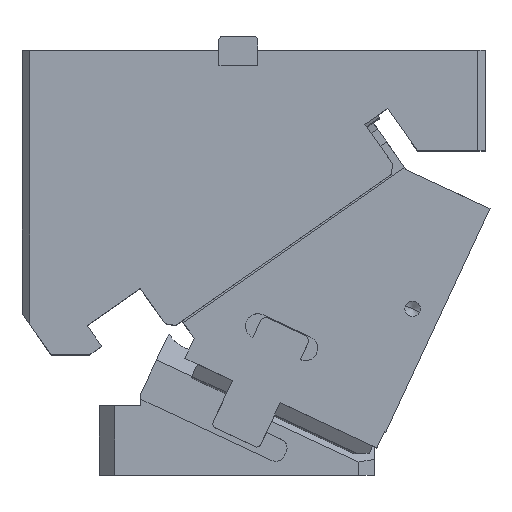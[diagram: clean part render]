
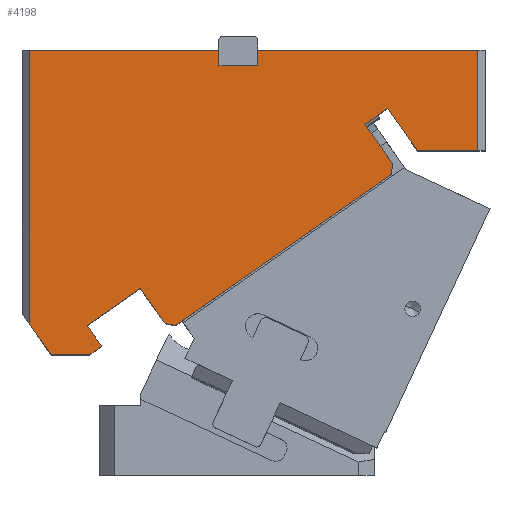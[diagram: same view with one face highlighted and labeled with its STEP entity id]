
A CAD part, top view. The second image highlights one B-rep face of the part: STEP entity #4198.
In plain terms, the highlighted planar face has unit normal (0, 0, 1).
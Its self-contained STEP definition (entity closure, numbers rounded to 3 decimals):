
#77=CARTESIAN_POINT('Vertex',(-39.939,106.346,55.)) ;
#80=CARTESIAN_POINT('Line Origine',(-40.54,102.934,55.)) ;
#84=CARTESIAN_POINT('Vertex',(-41.142,99.522,55.)) ;
#87=CARTESIAN_POINT('Line Origine',(-41.154,99.452,55.)) ;
#91=CARTESIAN_POINT('Vertex',(-41.166,99.383,55.)) ;
#117=CARTESIAN_POINT('Vertex',(-180.422,1.875,55.)) ;
#134=CARTESIAN_POINT('Line Origine',(-110.794,50.629,55.)) ;
#160=CARTESIAN_POINT('Line Origine',(-180.492,1.887,55.)) ;
#164=CARTESIAN_POINT('Vertex',(-180.562,1.899,55.)) ;
#167=CARTESIAN_POINT('Line Origine',(-183.974,2.501,55.)) ;
#171=CARTESIAN_POINT('Vertex',(-187.386,3.103,55.)) ;
#380=CARTESIAN_POINT('Vertex',(-127.5,180.,55.)) ;
#383=CARTESIAN_POINT('Line Origine',(-56.25,180.,55.)) ;
#387=CARTESIAN_POINT('Vertex',(15.,180.,55.)) ;
#608=CARTESIAN_POINT('Line Origine',(-50.634,137.312,55.)) ;
#612=CARTESIAN_POINT('Vertex',(-58.006,132.15,55.)) ;
#614=CARTESIAN_POINT('Vertex',(-43.261,142.474,55.)) ;
#712=CARTESIAN_POINT('Line Origine',(-33.643,128.737,55.)) ;
#716=CARTESIAN_POINT('Vertex',(-24.024,115.,55.)) ;
#756=CARTESIAN_POINT('Vertex',(15.,115.,55.)) ;
#759=CARTESIAN_POINT('Line Origine',(-4.512,115.,55.)) ;
#996=CARTESIAN_POINT('Vertex',(-275.,180.,55.)) ;
#999=CARTESIAN_POINT('Line Origine',(-213.75,180.,55.)) ;
#1003=CARTESIAN_POINT('Vertex',(-152.5,180.,55.)) ;
#1241=CARTESIAN_POINT('Vertex',(-261.206,-17.,55.)) ;
#1244=CARTESIAN_POINT('Line Origine',(-268.103,-7.15,55.)) ;
#1248=CARTESIAN_POINT('Vertex',(-275.,2.7,55.)) ;
#1413=CARTESIAN_POINT('Vertex',(-236.145,-17.,55.)) ;
#1416=CARTESIAN_POINT('Line Origine',(-248.675,-17.,55.)) ;
#1564=CARTESIAN_POINT('Vertex',(-237.844,1.939,55.)) ;
#1567=CARTESIAN_POINT('Line Origine',(-233.115,-4.814,55.)) ;
#1571=CARTESIAN_POINT('Vertex',(-228.386,-11.567,55.)) ;
#1619=CARTESIAN_POINT('Line Origine',(15.,147.5,55.)) ;
#1642=CARTESIAN_POINT('Vertex',(-127.5,170.,55.)) ;
#1645=CARTESIAN_POINT('Line Origine',(-127.5,175.,55.)) ;
#2252=CARTESIAN_POINT('Line Origine',(-152.5,175.,55.)) ;
#2256=CARTESIAN_POINT('Vertex',(-152.5,170.,55.)) ;
#2281=CARTESIAN_POINT('Line Origine',(-275.,91.35,55.)) ;
#2578=CARTESIAN_POINT('Line Origine',(-232.266,-14.284,55.)) ;
#3017=CARTESIAN_POINT('Line Origine',(-140.,170.,55.)) ;
#4152=CARTESIAN_POINT('Axis2P3D Location',(20.,180.,55.)) ;
#4157=CARTESIAN_POINT('Line Origine',(-195.413,14.566,55.)) ;
#4161=CARTESIAN_POINT('Vertex',(-203.439,26.029,55.)) ;
#4164=CARTESIAN_POINT('Line Origine',(-48.972,119.248,55.)) ;
#4169=CARTESIAN_POINT('Line Origine',(-220.642,13.984,55.)) ;
#81=DIRECTION('Vector Direction',(0.174,0.985,0.)) ;
#88=DIRECTION('Vector Direction',(-0.174,-0.985,0.)) ;
#135=DIRECTION('Vector Direction',(0.819,0.574,0.)) ;
#161=DIRECTION('Vector Direction',(-0.985,0.174,0.)) ;
#168=DIRECTION('Vector Direction',(0.985,-0.174,0.)) ;
#384=DIRECTION('Vector Direction',(-1.,0.,0.)) ;
#609=DIRECTION('Vector Direction',(0.819,0.574,0.)) ;
#713=DIRECTION('Vector Direction',(0.574,-0.819,0.)) ;
#760=DIRECTION('Vector Direction',(1.,0.,0.)) ;
#1000=DIRECTION('Vector Direction',(-1.,0.,0.)) ;
#1245=DIRECTION('Vector Direction',(0.574,-0.819,0.)) ;
#1417=DIRECTION('Vector Direction',(1.,0.,0.)) ;
#1568=DIRECTION('Vector Direction',(-0.574,0.819,0.)) ;
#1620=DIRECTION('Vector Direction',(0.,1.,0.)) ;
#1646=DIRECTION('Vector Direction',(0.,1.,0.)) ;
#2253=DIRECTION('Vector Direction',(0.,1.,0.)) ;
#2282=DIRECTION('Vector Direction',(0.,-1.,0.)) ;
#2579=DIRECTION('Vector Direction',(-0.819,-0.574,0.)) ;
#3018=DIRECTION('Vector Direction',(1.,0.,0.)) ;
#4153=DIRECTION('Axis2P3D Direction',(0.,0.,1.)) ;
#4154=DIRECTION('Axis2P3D XDirection',(1.,0.,0.)) ;
#4158=DIRECTION('Vector Direction',(-0.574,0.819,0.)) ;
#4165=DIRECTION('Vector Direction',(-0.574,0.819,0.)) ;
#4170=DIRECTION('Vector Direction',(-0.819,-0.574,0.)) ;
#4155=AXIS2_PLACEMENT_3D('Plane Axis2P3D',#4152,#4153,#4154) ;
#4175=ORIENTED_EDGE('',*,*,#4163,.F.) ;
#4176=ORIENTED_EDGE('',*,*,#173,.T.) ;
#4177=ORIENTED_EDGE('',*,*,#166,.F.) ;
#4178=ORIENTED_EDGE('',*,*,#138,.T.) ;
#4179=ORIENTED_EDGE('',*,*,#93,.F.) ;
#4180=ORIENTED_EDGE('',*,*,#86,.T.) ;
#4181=ORIENTED_EDGE('',*,*,#4168,.T.) ;
#4182=ORIENTED_EDGE('',*,*,#616,.T.) ;
#4183=ORIENTED_EDGE('',*,*,#718,.T.) ;
#4184=ORIENTED_EDGE('',*,*,#763,.T.) ;
#4185=ORIENTED_EDGE('',*,*,#1623,.T.) ;
#4186=ORIENTED_EDGE('',*,*,#389,.T.) ;
#4187=ORIENTED_EDGE('',*,*,#1649,.F.) ;
#4188=ORIENTED_EDGE('',*,*,#3021,.F.) ;
#4189=ORIENTED_EDGE('',*,*,#2258,.T.) ;
#4190=ORIENTED_EDGE('',*,*,#1005,.T.) ;
#4191=ORIENTED_EDGE('',*,*,#2285,.T.) ;
#4192=ORIENTED_EDGE('',*,*,#1250,.T.) ;
#4193=ORIENTED_EDGE('',*,*,#1420,.T.) ;
#4194=ORIENTED_EDGE('',*,*,#2582,.F.) ;
#4195=ORIENTED_EDGE('',*,*,#1573,.T.) ;
#4196=ORIENTED_EDGE('',*,*,#4173,.F.) ;
#82=VECTOR('Line Direction',#81,1.) ;
#89=VECTOR('Line Direction',#88,1.) ;
#136=VECTOR('Line Direction',#135,1.) ;
#162=VECTOR('Line Direction',#161,1.) ;
#169=VECTOR('Line Direction',#168,1.) ;
#385=VECTOR('Line Direction',#384,1.) ;
#610=VECTOR('Line Direction',#609,1.) ;
#714=VECTOR('Line Direction',#713,1.) ;
#761=VECTOR('Line Direction',#760,1.) ;
#1001=VECTOR('Line Direction',#1000,1.) ;
#1246=VECTOR('Line Direction',#1245,1.) ;
#1418=VECTOR('Line Direction',#1417,1.) ;
#1569=VECTOR('Line Direction',#1568,1.) ;
#1621=VECTOR('Line Direction',#1620,1.) ;
#1647=VECTOR('Line Direction',#1646,1.) ;
#2254=VECTOR('Line Direction',#2253,1.) ;
#2283=VECTOR('Line Direction',#2282,1.) ;
#2580=VECTOR('Line Direction',#2579,1.) ;
#3019=VECTOR('Line Direction',#3018,1.) ;
#4159=VECTOR('Line Direction',#4158,1.) ;
#4166=VECTOR('Line Direction',#4165,1.) ;
#4171=VECTOR('Line Direction',#4170,1.) ;
#4198=ADVANCED_FACE('CAM HOLDER',(#4197),#4156,.T.) ;
#86=EDGE_CURVE('',#85,#78,#83,.T.) ;
#93=EDGE_CURVE('',#85,#92,#90,.T.) ;
#138=EDGE_CURVE('',#118,#92,#137,.T.) ;
#166=EDGE_CURVE('',#118,#165,#163,.T.) ;
#173=EDGE_CURVE('',#172,#165,#170,.T.) ;
#389=EDGE_CURVE('',#388,#381,#386,.T.) ;
#616=EDGE_CURVE('',#613,#615,#611,.T.) ;
#718=EDGE_CURVE('',#615,#717,#715,.T.) ;
#763=EDGE_CURVE('',#717,#757,#762,.T.) ;
#1005=EDGE_CURVE('',#1004,#997,#1002,.T.) ;
#1250=EDGE_CURVE('',#1249,#1242,#1247,.T.) ;
#1420=EDGE_CURVE('',#1242,#1414,#1419,.T.) ;
#1573=EDGE_CURVE('',#1572,#1565,#1570,.T.) ;
#1623=EDGE_CURVE('',#757,#388,#1622,.T.) ;
#1649=EDGE_CURVE('',#1643,#381,#1648,.T.) ;
#2258=EDGE_CURVE('',#2257,#1004,#2255,.T.) ;
#2285=EDGE_CURVE('',#997,#1249,#2284,.T.) ;
#2582=EDGE_CURVE('',#1572,#1414,#2581,.T.) ;
#3021=EDGE_CURVE('',#2257,#1643,#3020,.T.) ;
#4163=EDGE_CURVE('',#172,#4162,#4160,.T.) ;
#4168=EDGE_CURVE('',#78,#613,#4167,.T.) ;
#4173=EDGE_CURVE('',#4162,#1565,#4172,.T.) ;
#4174=EDGE_LOOP('',(#4175,#4176,#4177,#4178,#4179,#4180,#4181,#4182,#4183,#4184,#4185,#4186,#4187,#4188,#4189,#4190,#4191,#4192,#4193,#4194,#4195,#4196)) ;
#4197=FACE_OUTER_BOUND('',#4174,.T.) ;
#83=LINE('Line',#80,#82) ;
#90=LINE('Line',#87,#89) ;
#137=LINE('Line',#134,#136) ;
#163=LINE('Line',#160,#162) ;
#170=LINE('Line',#167,#169) ;
#386=LINE('Line',#383,#385) ;
#611=LINE('Line',#608,#610) ;
#715=LINE('Line',#712,#714) ;
#762=LINE('Line',#759,#761) ;
#1002=LINE('Line',#999,#1001) ;
#1247=LINE('Line',#1244,#1246) ;
#1419=LINE('Line',#1416,#1418) ;
#1570=LINE('Line',#1567,#1569) ;
#1622=LINE('Line',#1619,#1621) ;
#1648=LINE('Line',#1645,#1647) ;
#2255=LINE('Line',#2252,#2254) ;
#2284=LINE('Line',#2281,#2283) ;
#2581=LINE('Line',#2578,#2580) ;
#3020=LINE('Line',#3017,#3019) ;
#4160=LINE('Line',#4157,#4159) ;
#4167=LINE('Line',#4164,#4166) ;
#4172=LINE('Line',#4169,#4171) ;
#4156=PLANE('Plane',#4155) ;
#78=VERTEX_POINT('',#77) ;
#85=VERTEX_POINT('',#84) ;
#92=VERTEX_POINT('',#91) ;
#118=VERTEX_POINT('',#117) ;
#165=VERTEX_POINT('',#164) ;
#172=VERTEX_POINT('',#171) ;
#381=VERTEX_POINT('',#380) ;
#388=VERTEX_POINT('',#387) ;
#613=VERTEX_POINT('',#612) ;
#615=VERTEX_POINT('',#614) ;
#717=VERTEX_POINT('',#716) ;
#757=VERTEX_POINT('',#756) ;
#997=VERTEX_POINT('',#996) ;
#1004=VERTEX_POINT('',#1003) ;
#1242=VERTEX_POINT('',#1241) ;
#1249=VERTEX_POINT('',#1248) ;
#1414=VERTEX_POINT('',#1413) ;
#1565=VERTEX_POINT('',#1564) ;
#1572=VERTEX_POINT('',#1571) ;
#1643=VERTEX_POINT('',#1642) ;
#2257=VERTEX_POINT('',#2256) ;
#4162=VERTEX_POINT('',#4161) ;
